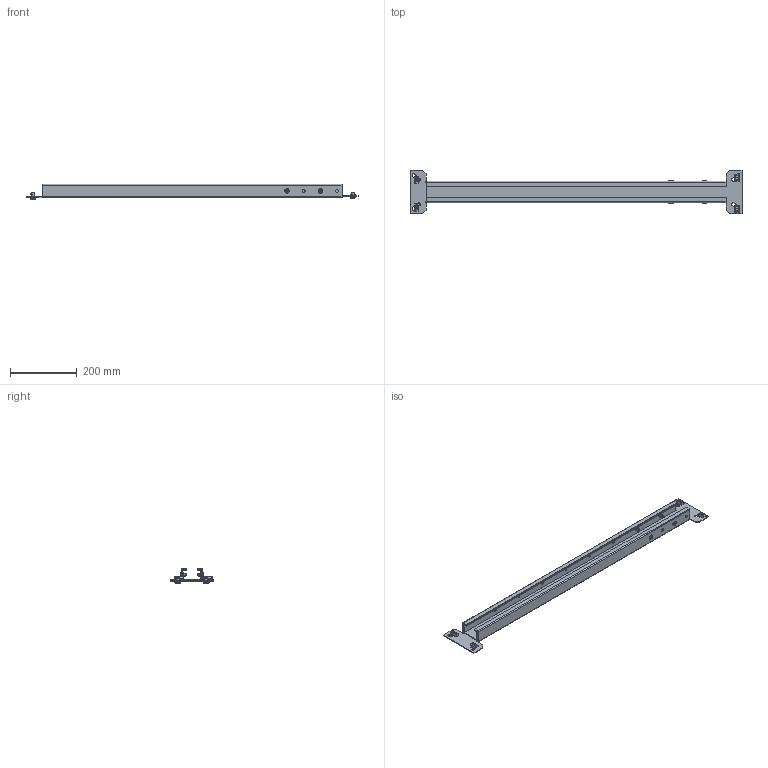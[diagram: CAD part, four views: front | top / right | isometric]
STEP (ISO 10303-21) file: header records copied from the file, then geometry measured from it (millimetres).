
FILE_DESCRIPTION(/* description */ ('Unknown'),/* implementation_level */ '2;1');
FILE_NAME(/* name */ '127.00635 Traverse SX 900-1550',/* time_stamp */ '2017-11-30T11:34:19+01:00',/* author */ ('Unknown'),/* organization */ ('Unknown'),/* preprocessor_version */ 'ST-DEVELOPER v16.7',/* originating_system */ 'DEX',/* authorisation */ $);
FILE_SCHEMA (('AUTOMOTIVE_DESIGN {1 0 10303 214 3 1 1}'));
Length unit declared in the file: millimetre
Products named in the file (9): 127.00635; 060339~2; 060340~3; Halbrundkopfschraube mit Innensechskant und Bund M6x16 ISO 7380-2; Scheibe Ø6,4 DIN 125; Sechskantmutter M6 DIN 934; 057046~0; Scheibe Ø8,4 DIN 125 ; Halbrundkopfschraube mit Innensechskant M8x12 ISO 7380-1
Assembly tree (26 placements, depth 2):
  127.00635
    060339~2
    060340~3
    Halbrundkopfschraube mit Innensechskant und Bund M6x16 ISO 7380-2  x4
    Scheibe Ø6,4 DIN 125  x4
    Sechskantmutter M6 DIN 934  x4
    057046~0  x4
    Scheibe Ø8,4 DIN 125   x4
    Halbrundkopfschraube mit Innensechskant M8x12 ISO 7380-1  x4
Bounding box: 996 x 130 x 46.15 mm (x, y, z)
Volume: 711869.3 mm3; surface area: 585471.5 mm2
Topology: 26 solids, 26 shells, 624 faces, 1556 edges, 996 vertices
Faces by surface type: plane 268, cylinder 204, torus 72, bspline 52, cone 20, sphere 8
Full cylindrical faces by diameter (mm): 3.2 x4, 6 x8, 6.4 x4, 6.8 x4, 7 x16, 8 x4, 8.5 x12, 12 x4, 13.6 x4, 14 x4, 16.8 x4
Entity records: 8129 total; most frequent: CARTESIAN_POINT 2130, DIRECTION 1146, ORIENTED_EDGE 1120, EDGE_CURVE 560, AXIS2_PLACEMENT_3D 419, VERTEX_POINT 388, EDGE_LOOP 356, FACE_BOUND 356
